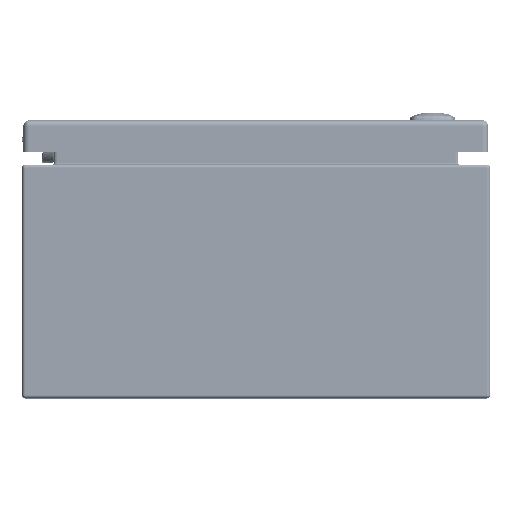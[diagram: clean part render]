
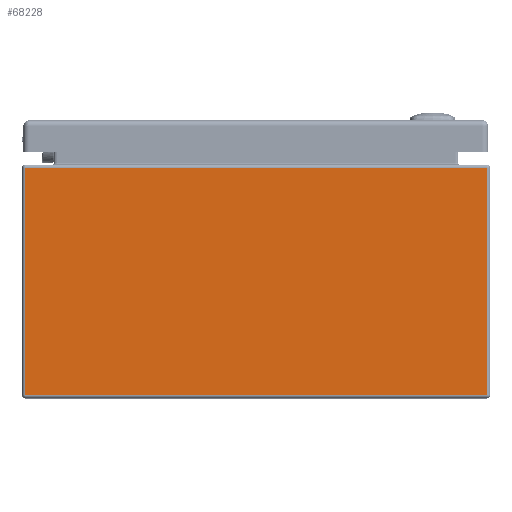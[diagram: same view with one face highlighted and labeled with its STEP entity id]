
A CAD part, front view. The second image highlights one B-rep face of the part: STEP entity #68228.
In plain terms, the highlighted planar face has unit normal (0, -1, 0).
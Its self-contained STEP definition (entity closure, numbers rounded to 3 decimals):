
#6908=LINE('',#96195,#11155);
#6909=LINE('',#96201,#11156);
#6911=LINE('',#96207,#11158);
#6912=LINE('',#96208,#11159);
#11155=VECTOR('',#79615,0.394);
#11156=VECTOR('',#79624,0.394);
#11158=VECTOR('',#79630,0.394);
#11159=VECTOR('',#79631,0.394);
#16434=FACE_OUTER_BOUND('',#20656,.T.);
#20656=EDGE_LOOP('',(#45499,#45500,#45501,#45502));
#27796=VERTEX_POINT('',#96187);
#27798=VERTEX_POINT('',#96193);
#27799=VERTEX_POINT('',#96200);
#27801=VERTEX_POINT('',#96206);
#34614=EDGE_CURVE('',#27798,#27796,#6908,.T.);
#34617=EDGE_CURVE('',#27799,#27796,#6909,.T.);
#34620=EDGE_CURVE('',#27801,#27798,#6911,.T.);
#34621=EDGE_CURVE('',#27799,#27801,#6912,.T.);
#45499=ORIENTED_EDGE('',*,*,#34614,.F.);
#45500=ORIENTED_EDGE('',*,*,#34620,.F.);
#45501=ORIENTED_EDGE('',*,*,#34621,.F.);
#45502=ORIENTED_EDGE('',*,*,#34617,.T.);
#66691=PLANE('',#73341);
#68228=ADVANCED_FACE('',(#16434),#66691,.F.);
#73341=AXIS2_PLACEMENT_3D('',#96205,#79628,#79629);
#79615=DIRECTION('',(0.,0.,-1.));
#79624=DIRECTION('',(1.,0.,0.));
#79628=DIRECTION('center_axis',(0.,1.,0.));
#79629=DIRECTION('ref_axis',(0.,0.,1.));
#79630=DIRECTION('',(1.,0.,0.));
#79631=DIRECTION('',(0.,0.,1.));
#96187=CARTESIAN_POINT('',(5.916,-12.,0.084));
#96193=CARTESIAN_POINT('',(5.916,-12.,5.916));
#96195=CARTESIAN_POINT('',(5.916,-12.,5.916));
#96200=CARTESIAN_POINT('',(-5.916,-12.,0.084));
#96201=CARTESIAN_POINT('',(5.916,-12.,0.084));
#96205=CARTESIAN_POINT('Origin',(5.078,-12.,5.916));
#96206=CARTESIAN_POINT('',(-5.916,-12.,5.916));
#96207=CARTESIAN_POINT('',(-5.078,-12.,5.916));
#96208=CARTESIAN_POINT('',(-5.916,-12.,5.916));
